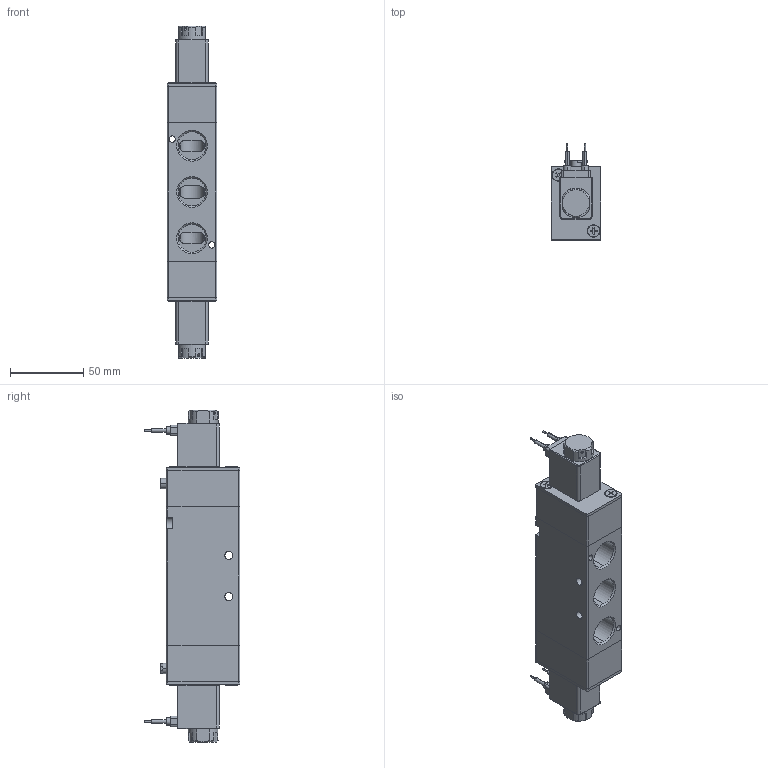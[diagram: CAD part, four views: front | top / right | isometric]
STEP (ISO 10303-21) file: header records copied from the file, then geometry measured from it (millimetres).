
FILE_DESCRIPTION (( 'STEP AP203' ), '1' );
FILE_NAME ('4V420-15-G.STEP', '2016-07-08T20:41:08', ( '' ), ( '' ), 'SwSTEP 2.0', 'SolidWorks 2016', '' );
FILE_SCHEMA (( 'CONFIG_CONTROL_DESIGN' ));
Length unit declared in the file: inch
Products named in the file (11): 4V210-¯+ª(¦÷-¯-+)_2; 4V210-¯+ª(¦÷-¯-+)_1; 4V210-¯+ª(¦÷-¯-+)_3; 4V210-ｯ+ｪ-ｦ-+-G-+-+; 4V410-15+ｺｦs-G-+-+; cross recessed countersunk head screws gb1_GB_CROSS_SCREWS_TYPE4 M4X30-27.3  H type-N; 4V410-14-+ｦ++ｺ+ｷ; 4V420-15-G; 4V410-13-戌s; 4V410-XD-03-+氖+-; 4V210-¯+ª(¦÷-¯-+)
Assembly tree (18 placements, depth 3):
  4V420-15-G
    4V410-15+ｺｦs-G-+-+
    4V410-14-+ｦ++ｺ+ｷ  x2
    4V410-13-戌s  x2
    4V410-XD-03-+氖+-  x2
    4V210-¯+ª(¦÷-¯-+)_3  x2
      4V210-¯+ª(¦÷-¯-+)
      4V210-¯+ª(¦÷-¯-+)_2
      4V210-¯+ª(¦÷-¯-+)_1
    4V210-ｯ+ｪ-ｦ-+-G-+-+  x2
    cross recessed countersunk head screws gb1_GB_CROSS_SCREWS_TYPE4 M4X30-27.3  H type-N  x4
Bounding box: 34 x 65.2 x 225.9 mm (x, y, z)
Volume: 241198.1 mm3; surface area: 71202.6 mm2
Topology: 19 solids, 19 shells, 474 faces, 1156 edges, 754 vertices
Faces by surface type: plane 229, cylinder 207, cone 34, bspline 4
Entity records: 9554 total; most frequent: CARTESIAN_POINT 1734, DIRECTION 1427, ORIENTED_EDGE 1274, EDGE_CURVE 637, AXIS2_PLACEMENT_3D 547, VERTEX_POINT 414, LINE 333, VECTOR 333
